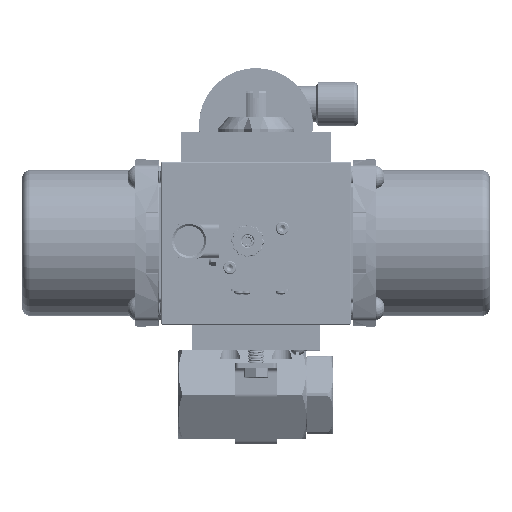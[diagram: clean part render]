
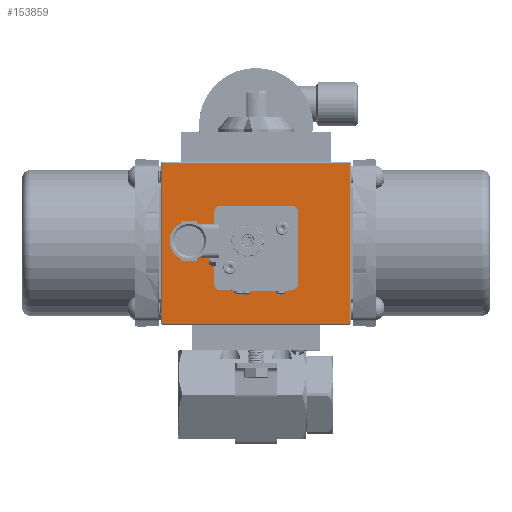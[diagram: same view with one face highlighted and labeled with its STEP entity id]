
A CAD part, top view. The second image highlights one B-rep face of the part: STEP entity #153859.
In plain terms, the highlighted planar face has unit normal (0, 0, 1).
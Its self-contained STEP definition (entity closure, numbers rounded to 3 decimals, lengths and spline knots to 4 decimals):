
#3104 = ORIENTED_EDGE ( 'NONE', *, *, #79785, .T. ) ;
#6341 = EDGE_CURVE ( 'NONE', #99400, #46192, #204673, .T. ) ;
#7634 = CARTESIAN_POINT ( 'NONE',  ( -0.872, 4.39, 1.55 ) ) ;
#7823 = LINE ( 'NONE', #8763, #88421 ) ;
#8439 = AXIS2_PLACEMENT_3D ( 'NONE', #174661, #78373, #190817 ) ;
#8763 = CARTESIAN_POINT ( 'NONE',  ( 2.253, 5.58, 1.55 ) ) ;
#10969 = VECTOR ( 'NONE', #172082, 39.3701 ) ;
#13921 = VECTOR ( 'NONE', #33350, 39.3701 ) ;
#15109 = VERTEX_POINT ( 'NONE', #182463 ) ;
#17946 = CARTESIAN_POINT ( 'NONE',  ( 0.878, 4.515, 1.55 ) ) ;
#21590 = EDGE_LOOP ( 'NONE', ( #47727, #113297, #50517, #101000, #191519, #158840, #199223, #3104 ) ) ;
#21834 = CIRCLE ( 'NONE', #157343, 0.125 ) ;
#22634 = VECTOR ( 'NONE', #172131, 39.3701 ) ;
#22641 = CARTESIAN_POINT ( 'NONE',  ( 2.273, 5.58, 1.55 ) ) ;
#23817 = DIRECTION ( 'NONE',  ( 0., 1., 0. ) ) ;
#27649 = LINE ( 'NONE', #141223, #22634 ) ;
#29507 = AXIS2_PLACEMENT_3D ( 'NONE', #22641, #38113, #167450 ) ;
#33350 = DIRECTION ( 'NONE',  ( 0., -1., 0. ) ) ;
#37245 = ORIENTED_EDGE ( 'NONE', *, *, #74628, .T. ) ;
#37736 = CARTESIAN_POINT ( 'NONE',  ( 1.003, 2.64, 1.55 ) ) ;
#38113 = DIRECTION ( 'NONE',  ( 0., 0., -1. ) ) ;
#38252 = FACE_BOUND ( 'NONE', #21590, .T. ) ;
#39438 = VECTOR ( 'NONE', #132291, 39.3701 ) ;
#41745 = VERTEX_POINT ( 'NONE', #37736 ) ;
#42696 = DIRECTION ( 'NONE',  ( -1., 0., 0. ) ) ;
#43205 = CIRCLE ( 'NONE', #8439, 0.125 ) ;
#44002 = CARTESIAN_POINT ( 'NONE',  ( 1.003, 4.39, 1.55 ) ) ;
#45347 = CARTESIAN_POINT ( 'NONE',  ( -0.997, 2.515, 1.55 ) ) ;
#46192 = VERTEX_POINT ( 'NONE', #99119 ) ;
#46940 = DIRECTION ( 'NONE',  ( 0., 0., -1. ) ) ;
#47727 = ORIENTED_EDGE ( 'NONE', *, *, #207941, .F. ) ;
#47913 = VECTOR ( 'NONE', #42696, 39.3701 ) ;
#48132 = CARTESIAN_POINT ( 'NONE',  ( -2.253, 1.7, 1.55 ) ) ;
#50109 = ORIENTED_EDGE ( 'NONE', *, *, #66393, .T. ) ;
#50517 = ORIENTED_EDGE ( 'NONE', *, *, #6341, .F. ) ;
#50954 = ORIENTED_EDGE ( 'NONE', *, *, #125071, .T. ) ;
#53194 = EDGE_CURVE ( 'NONE', #41745, #78765, #43205, .T. ) ;
#58013 = LINE ( 'NONE', #122932, #47913 ) ;
#61791 = LINE ( 'NONE', #113534, #13921 ) ;
#62332 = VECTOR ( 'NONE', #141710, 39.3701 ) ;
#66393 = EDGE_CURVE ( 'NONE', #128763, #148148, #118150, .T. ) ;
#70333 = VECTOR ( 'NONE', #142421, 39.3701 ) ;
#74628 = EDGE_CURVE ( 'NONE', #15109, #177786, #58013, .T. ) ;
#75778 = CARTESIAN_POINT ( 'NONE',  ( -0.997, 4.515, 1.55 ) ) ;
#78373 = DIRECTION ( 'NONE',  ( 0., 0., -1. ) ) ;
#78765 = VERTEX_POINT ( 'NONE', #97293 ) ;
#79785 = EDGE_CURVE ( 'NONE', #194759, #171432, #98860, .T. ) ;
#85962 = AXIS2_PLACEMENT_3D ( 'NONE', #143281, #46940, #159400 ) ;
#88421 = VECTOR ( 'NONE', #105831, 39.3701 ) ;
#89517 = DIRECTION ( 'NONE',  ( 0., 0., -1. ) ) ;
#93943 = AXIS2_PLACEMENT_3D ( 'NONE', #7634, #120197, #23817 ) ;
#97293 = CARTESIAN_POINT ( 'NONE',  ( 0.878, 2.515, 1.55 ) ) ;
#98860 = CIRCLE ( 'NONE', #85962, 0.125 ) ;
#99119 = CARTESIAN_POINT ( 'NONE',  ( -0.872, 4.515, 1.55 ) ) ;
#99400 = VERTEX_POINT ( 'NONE', #17946 ) ;
#101000 = ORIENTED_EDGE ( 'NONE', *, *, #193896, .T. ) ;
#104323 = VERTEX_POINT ( 'NONE', #44002 ) ;
#105831 = DIRECTION ( 'NONE',  ( 0., 1., 0. ) ) ;
#109682 = EDGE_CURVE ( 'NONE', #41745, #104323, #27649, .T. ) ;
#113297 = ORIENTED_EDGE ( 'NONE', *, *, #143658, .T. ) ;
#113534 = CARTESIAN_POINT ( 'NONE',  ( -2.253, 5.58, 1.55 ) ) ;
#115194 = LINE ( 'NONE', #45347, #62332 ) ;
#118150 = LINE ( 'NONE', #126229, #70333 ) ;
#120197 = DIRECTION ( 'NONE',  ( 0., 0., -1. ) ) ;
#121989 = CIRCLE ( 'NONE', #93943, 0.125 ) ;
#122932 = CARTESIAN_POINT ( 'NONE',  ( 2.273, 5.56, 1.55 ) ) ;
#123810 = FACE_OUTER_BOUND ( 'NONE', #175469, .T. ) ;
#125071 = EDGE_CURVE ( 'NONE', #148148, #15109, #7823, .T. ) ;
#126229 = CARTESIAN_POINT ( 'NONE',  ( 2.273, 1.7, 1.55 ) ) ;
#128763 = VERTEX_POINT ( 'NONE', #48132 ) ;
#132291 = DIRECTION ( 'NONE',  ( 0., -1., 0. ) ) ;
#141223 = CARTESIAN_POINT ( 'NONE',  ( 1.003, 4.515, 1.55 ) ) ;
#141710 = DIRECTION ( 'NONE',  ( 1., 0., 0. ) ) ;
#142421 = DIRECTION ( 'NONE',  ( 1., 0., 0. ) ) ;
#142939 = CARTESIAN_POINT ( 'NONE',  ( -2.253, 5.56, 1.55 ) ) ;
#143281 = CARTESIAN_POINT ( 'NONE',  ( -0.872, 2.64, 1.55 ) ) ;
#143658 = EDGE_CURVE ( 'NONE', #152773, #46192, #121989, .T. ) ;
#148148 = VERTEX_POINT ( 'NONE', #201226 ) ;
#148824 = CARTESIAN_POINT ( 'NONE',  ( -0.997, 2.64, 1.55 ) ) ;
#149574 = CARTESIAN_POINT ( 'NONE',  ( -0.997, 4.39, 1.55 ) ) ;
#151305 = PLANE ( 'NONE',  #29507 ) ;
#152773 = VERTEX_POINT ( 'NONE', #149574 ) ;
#153859 = ADVANCED_FACE ( 'NONE', ( #123810, #38252 ), #151305, .F. ) ;
#157343 = AXIS2_PLACEMENT_3D ( 'NONE', #185781, #89517, #201928 ) ;
#158840 = ORIENTED_EDGE ( 'NONE', *, *, #53194, .T. ) ;
#159400 = DIRECTION ( 'NONE',  ( 0., 1., 0. ) ) ;
#167450 = DIRECTION ( 'NONE',  ( 0., 1., 0. ) ) ;
#171432 = VERTEX_POINT ( 'NONE', #148824 ) ;
#172082 = DIRECTION ( 'NONE',  ( -1., 0., 0. ) ) ;
#172131 = DIRECTION ( 'NONE',  ( 0., 1., 0. ) ) ;
#174661 = CARTESIAN_POINT ( 'NONE',  ( 0.878, 2.64, 1.55 ) ) ;
#175469 = EDGE_LOOP ( 'NONE', ( #50954, #37245, #201060, #50109 ) ) ;
#177786 = VERTEX_POINT ( 'NONE', #142939 ) ;
#179526 = CARTESIAN_POINT ( 'NONE',  ( -0.872, 2.515, 1.55 ) ) ;
#182463 = CARTESIAN_POINT ( 'NONE',  ( 2.253, 5.56, 1.55 ) ) ;
#185781 = CARTESIAN_POINT ( 'NONE',  ( 0.878, 4.39, 1.55 ) ) ;
#186885 = EDGE_CURVE ( 'NONE', #194759, #78765, #115194, .T. ) ;
#190817 = DIRECTION ( 'NONE',  ( 0., 1., 0. ) ) ;
#191519 = ORIENTED_EDGE ( 'NONE', *, *, #109682, .F. ) ;
#193896 = EDGE_CURVE ( 'NONE', #99400, #104323, #21834, .T. ) ;
#194660 = EDGE_CURVE ( 'NONE', #177786, #128763, #61791, .T. ) ;
#194759 = VERTEX_POINT ( 'NONE', #179526 ) ;
#196234 = CARTESIAN_POINT ( 'NONE',  ( -0.997, 4.515, 1.55 ) ) ;
#199223 = ORIENTED_EDGE ( 'NONE', *, *, #186885, .F. ) ;
#201060 = ORIENTED_EDGE ( 'NONE', *, *, #194660, .T. ) ;
#201226 = CARTESIAN_POINT ( 'NONE',  ( 2.253, 1.7, 1.55 ) ) ;
#201928 = DIRECTION ( 'NONE',  ( 0., 1., 0. ) ) ;
#204673 = LINE ( 'NONE', #75778, #10969 ) ;
#205429 = LINE ( 'NONE', #196234, #39438 ) ;
#207941 = EDGE_CURVE ( 'NONE', #152773, #171432, #205429, .T. ) ;
